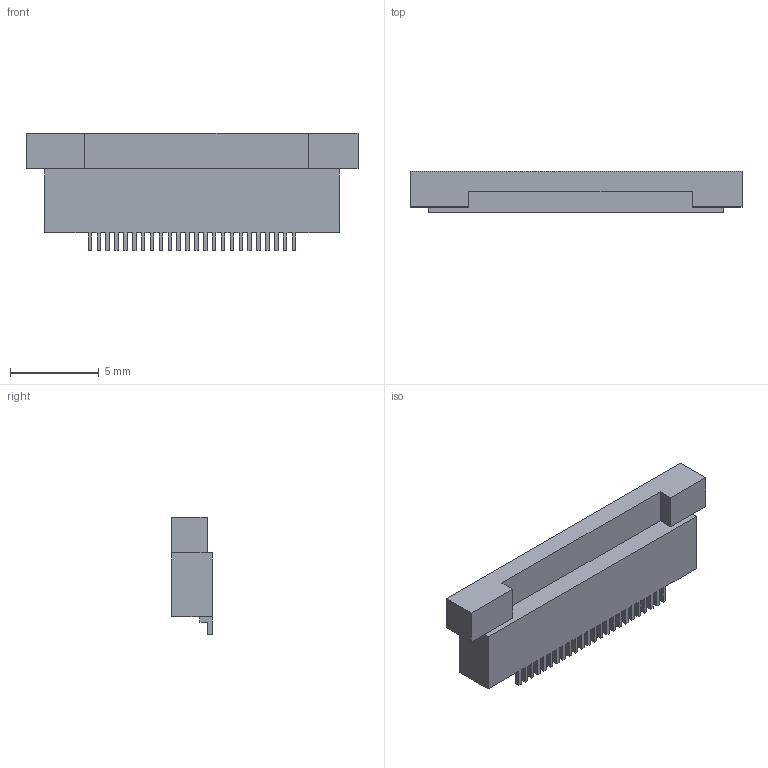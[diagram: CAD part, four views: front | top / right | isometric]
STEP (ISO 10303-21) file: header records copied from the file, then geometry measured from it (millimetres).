
FILE_DESCRIPTION (( 'STEP AP214' ), '1' );
FILE_NAME ('Conn,FFC,Bottom,24 Pin,0.5mm.STEP', '2022-06-22T23:14:24', ( '' ), ( '' ), 'SwSTEP 2.0', 'SolidWorks 2020', '' );
FILE_SCHEMA (( 'AUTOMOTIVE_DESIGN' ));
Length unit declared in the file: millimetre
Products named in the file (1): Conn,FFC,Bottom,24 Pin,0.5mm
Bounding box: 18.7 x 2.3 x 6.6 mm (x, y, z)
Volume: 192.8 mm3; surface area: 381.7 mm2
Topology: 2 solids, 2 shells, 160 faces, 468 edges, 312 vertices
Faces by surface type: plane 160
Entity records: 6995 total; most frequent: CARTESIAN_POINT 941, ORIENTED_EDGE 936, DIRECTION 790, VECTOR 468, EDGE_CURVE 468, LINE 468, VERTEX_POINT 312, UNCERTAINTY_MEASURE_WITH_UNIT 164
